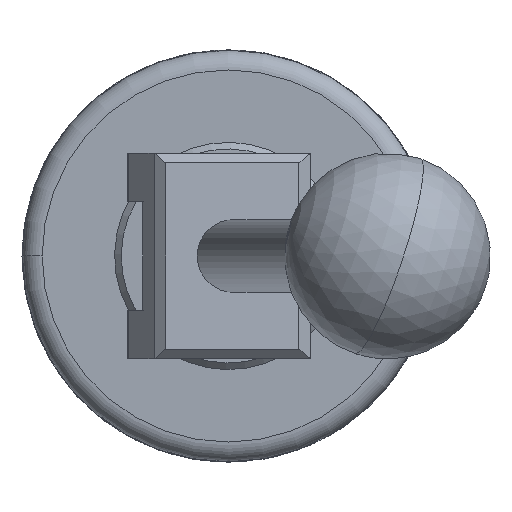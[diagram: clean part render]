
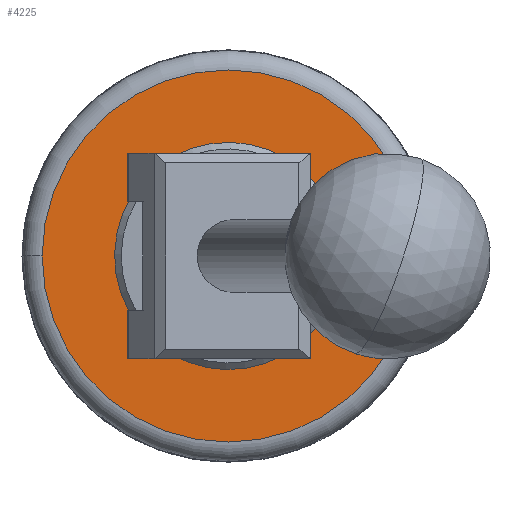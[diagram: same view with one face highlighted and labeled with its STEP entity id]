
A CAD part, front view. The second image highlights one B-rep face of the part: STEP entity #4225.
In plain terms, the highlighted planar face has unit normal (0, -1, 0).
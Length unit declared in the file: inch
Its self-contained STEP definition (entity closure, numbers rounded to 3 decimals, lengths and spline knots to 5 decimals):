
#12 = DIRECTION ( 'NONE',  ( 1., 0., 0. ) ) ;
#443 = ORIENTED_EDGE ( 'NONE', *, *, #1888, .F. ) ;
#611 = FACE_OUTER_BOUND ( 'NONE', #1515, .T. ) ;
#1190 = CARTESIAN_POINT ( 'NONE',  ( -0.348, 0., 0. ) ) ;
#1340 = EDGE_CURVE ( 'NONE', #10894, #14398, #5742, .T. ) ;
#1515 = EDGE_LOOP ( 'NONE', ( #4442, #13299 ) ) ;
#1534 = CARTESIAN_POINT ( 'NONE',  ( 1.13, 0., 0. ) ) ;
#1888 = EDGE_CURVE ( 'NONE', #14398, #10894, #9743, .T. ) ;
#2441 = DIRECTION ( 'NONE',  ( 0., -1., 0. ) ) ;
#2828 = FACE_BOUND ( 'NONE', #3779, .T. ) ;
#2856 = AXIS2_PLACEMENT_3D ( 'NONE', #13606, #7843, #12 ) ;
#3779 = EDGE_LOOP ( 'NONE', ( #11295, #443 ) ) ;
#4225 = ADVANCED_FACE ( 'NONE', ( #611, #2828 ), #7466, .T. ) ;
#4442 = ORIENTED_EDGE ( 'NONE', *, *, #11319, .T. ) ;
#4824 = DIRECTION ( 'NONE',  ( 1., 0., 0. ) ) ;
#5248 = CARTESIAN_POINT ( 'NONE',  ( 0., 0., 0. ) ) ;
#5742 = CIRCLE ( 'NONE', #8322, 0.348 ) ;
#7316 = CARTESIAN_POINT ( 'NONE',  ( -1.13, 0., 0. ) ) ;
#7466 = PLANE ( 'NONE',  #7574 ) ;
#7574 = AXIS2_PLACEMENT_3D ( 'NONE', #10324, #2441, #7979 ) ;
#7843 = DIRECTION ( 'NONE',  ( 0., -1., 0. ) ) ;
#7957 = AXIS2_PLACEMENT_3D ( 'NONE', #9981, #11386, #4824 ) ;
#7979 = DIRECTION ( 'NONE',  ( 1., 0., 0. ) ) ;
#8322 = AXIS2_PLACEMENT_3D ( 'NONE', #5248, #13212, #11798 ) ;
#9329 = DIRECTION ( 'NONE',  ( 0., -1., 0. ) ) ;
#9743 = CIRCLE ( 'NONE', #11642, 0.348 ) ;
#9981 = CARTESIAN_POINT ( 'NONE',  ( 0., 0., 0. ) ) ;
#10324 = CARTESIAN_POINT ( 'NONE',  ( 0., 0., -0.348 ) ) ;
#10894 = VERTEX_POINT ( 'NONE', #12899 ) ;
#11295 = ORIENTED_EDGE ( 'NONE', *, *, #1340, .F. ) ;
#11319 = EDGE_CURVE ( 'NONE', #12159, #12661, #12769, .T. ) ;
#11386 = DIRECTION ( 'NONE',  ( 0., -1., 0. ) ) ;
#11636 = DIRECTION ( 'NONE',  ( 1., 0., 0. ) ) ;
#11642 = AXIS2_PLACEMENT_3D ( 'NONE', #13504, #9329, #11636 ) ;
#11798 = DIRECTION ( 'NONE',  ( 1., 0., 0. ) ) ;
#12159 = VERTEX_POINT ( 'NONE', #1534 ) ;
#12661 = VERTEX_POINT ( 'NONE', #7316 ) ;
#12686 = CIRCLE ( 'NONE', #7957, 1.13 ) ;
#12769 = CIRCLE ( 'NONE', #2856, 1.13 ) ;
#12899 = CARTESIAN_POINT ( 'NONE',  ( 0.348, 0., 0. ) ) ;
#13212 = DIRECTION ( 'NONE',  ( 0., -1., 0. ) ) ;
#13299 = ORIENTED_EDGE ( 'NONE', *, *, #13499, .T. ) ;
#13499 = EDGE_CURVE ( 'NONE', #12661, #12159, #12686, .T. ) ;
#13504 = CARTESIAN_POINT ( 'NONE',  ( 0., 0., 0. ) ) ;
#13606 = CARTESIAN_POINT ( 'NONE',  ( 0., 0., 0. ) ) ;
#14398 = VERTEX_POINT ( 'NONE', #1190 ) ;
